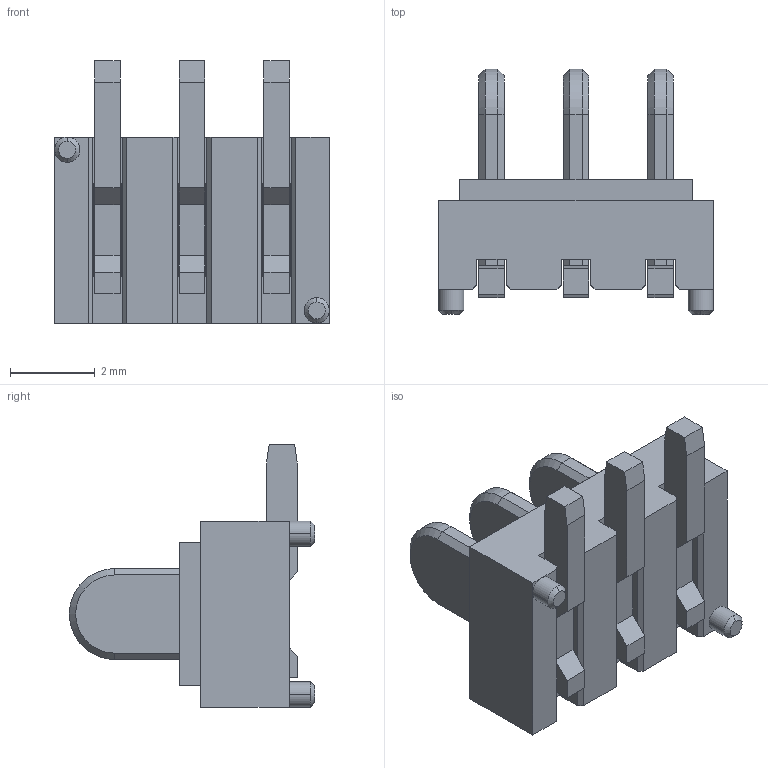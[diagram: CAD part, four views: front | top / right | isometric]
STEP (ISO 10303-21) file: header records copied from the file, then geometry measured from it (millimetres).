
FILE_DESCRIPTION (( 'STEP AP214' ), '1' );
FILE_NAME ('µç³Ø×ù A00M-3P-R4.STEP', '2022-12-03T08:09:07', ( '' ), ( '' ), 'SwSTEP 2.0', 'SolidWorks 2022', '' );
FILE_SCHEMA (( 'AUTOMOTIVE_DESIGN' ));
Length unit declared in the file: millimetre
Products named in the file (1): 电池座 A00M-3P-R4
Bounding box: 6.5 x 5.8 x 6.2 mm (x, y, z)
Volume: 77.6 mm3; surface area: 261.9 mm2
Topology: 4 solids, 4 shells, 119 faces, 312 edges, 202 vertices
Faces by surface type: plane 102, cone 10, cylinder 7
Entity records: 4391 total; most frequent: CARTESIAN_POINT 634, ORIENTED_EDGE 624, DIRECTION 582, EDGE_CURVE 312, VECTOR 282, LINE 282, VERTEX_POINT 202, AXIS2_PLACEMENT_3D 150
